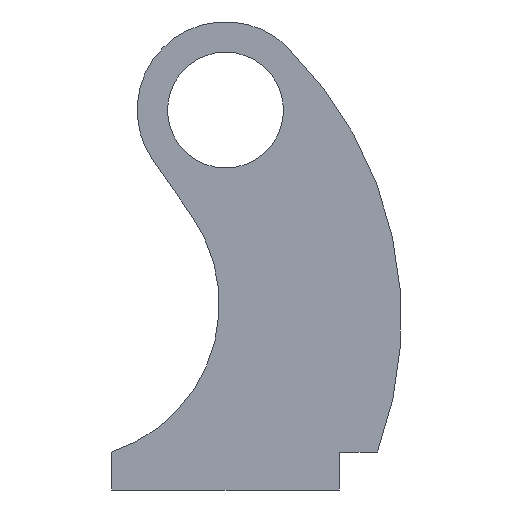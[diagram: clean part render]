
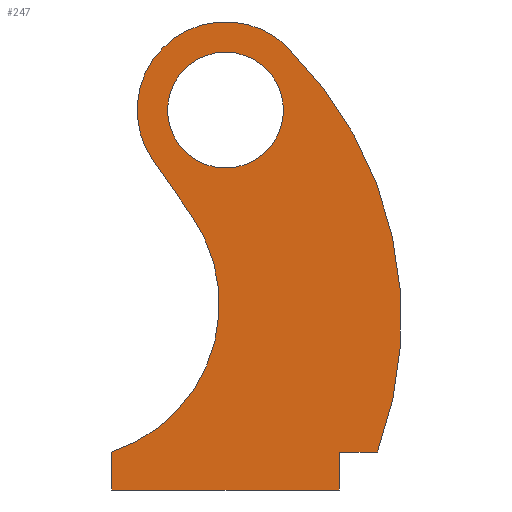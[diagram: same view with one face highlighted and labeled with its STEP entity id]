
A CAD part, left-side view. The second image highlights one B-rep face of the part: STEP entity #247.
In plain terms, the highlighted planar face has unit normal (-1, 0, 0).
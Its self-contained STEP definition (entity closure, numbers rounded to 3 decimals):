
#24 = VERTEX_POINT('',#25);
#25 = CARTESIAN_POINT('',(-10.,19.045,76.664));
#31 = EDGE_CURVE('',#24,#32,#34,.T.);
#32 = VERTEX_POINT('',#33);
#33 = CARTESIAN_POINT('',(-10.,-16.311,106.568));
#34 = CIRCLE('',#35,23.25);
#35 = AXIS2_PLACEMENT_3D('',#36,#37,#38);
#36 = CARTESIAN_POINT('',(-10.,0.,90.));
#37 = DIRECTION('',(1.,0.,0.));
#38 = DIRECTION('',(0.,1.,0.));
#64 = EDGE_CURVE('',#24,#65,#67,.T.);
#65 = VERTEX_POINT('',#66);
#66 = CARTESIAN_POINT('',(-10.,9.022,62.349));
#67 = LINE('',#68,#69);
#68 = CARTESIAN_POINT('',(-10.,19.045,76.664));
#69 = VECTOR('',#70,1.);
#70 = DIRECTION('',(0.,-0.574,-0.819)
  );
#95 = EDGE_CURVE('',#32,#96,#98,.T.);
#96 = VERTEX_POINT('',#97);
#97 = CARTESIAN_POINT('',(-10.,-40.,0.));
#98 = CIRCLE('',#99,100.449);
#99 = AXIS2_PLACEMENT_3D('',#100,#101,#102);
#100 = CARTESIAN_POINT('',(-10.,54.159,34.987));
#101 = DIRECTION('',(1.,0.,0.));
#102 = DIRECTION('',(0.,1.,0.));
#247 = ADVANCED_FACE('',(#248,#292),#303,.F.);
#248 = FACE_BOUND('',#249,.F.);
#249 = EDGE_LOOP('',(#250,#251,#252,#260,#268,#276,#284,#291));
#250 = ORIENTED_EDGE('',*,*,#31,.T.);
#251 = ORIENTED_EDGE('',*,*,#95,.T.);
#252 = ORIENTED_EDGE('',*,*,#253,.F.);
#253 = EDGE_CURVE('',#254,#96,#256,.T.);
#254 = VERTEX_POINT('',#255);
#255 = CARTESIAN_POINT('',(-10.,-30.,0.));
#256 = LINE('',#257,#258);
#257 = CARTESIAN_POINT('',(-10.,-30.,0.));
#258 = VECTOR('',#259,1.);
#259 = DIRECTION('',(0.,-1.,0.));
#260 = ORIENTED_EDGE('',*,*,#261,.F.);
#261 = EDGE_CURVE('',#262,#254,#264,.T.);
#262 = VERTEX_POINT('',#263);
#263 = CARTESIAN_POINT('',(-10.,-30.,-10.));
#264 = LINE('',#265,#266);
#265 = CARTESIAN_POINT('',(-10.,-30.,-10.));
#266 = VECTOR('',#267,1.);
#267 = DIRECTION('',(0.,0.,1.));
#268 = ORIENTED_EDGE('',*,*,#269,.T.);
#269 = EDGE_CURVE('',#262,#270,#272,.T.);
#270 = VERTEX_POINT('',#271);
#271 = CARTESIAN_POINT('',(-10.,30.,-10.));
#272 = LINE('',#273,#274);
#273 = CARTESIAN_POINT('',(-10.,-30.,-10.));
#274 = VECTOR('',#275,1.);
#275 = DIRECTION('',(0.,1.,0.));
#276 = ORIENTED_EDGE('',*,*,#277,.T.);
#277 = EDGE_CURVE('',#270,#278,#280,.T.);
#278 = VERTEX_POINT('',#279);
#279 = CARTESIAN_POINT('',(-10.,30.,0.));
#280 = LINE('',#281,#282);
#281 = CARTESIAN_POINT('',(-10.,30.,-10.));
#282 = VECTOR('',#283,1.);
#283 = DIRECTION('',(0.,0.,1.));
#284 = ORIENTED_EDGE('',*,*,#285,.F.);
#285 = EDGE_CURVE('',#65,#278,#286,.T.);
#286 = CIRCLE('',#287,40.867);
#287 = AXIS2_PLACEMENT_3D('',#288,#289,#290);
#288 = CARTESIAN_POINT('',(-10.,42.498,38.909));
#289 = DIRECTION('',(1.,0.,0.));
#290 = DIRECTION('',(0.,1.,0.));
#291 = ORIENTED_EDGE('',*,*,#64,.F.);
#292 = FACE_BOUND('',#293,.F.);
#293 = EDGE_LOOP('',(#294));
#294 = ORIENTED_EDGE('',*,*,#295,.F.);
#295 = EDGE_CURVE('',#296,#296,#298,.T.);
#296 = VERTEX_POINT('',#297);
#297 = CARTESIAN_POINT('',(-10.,15.25,90.));
#298 = CIRCLE('',#299,15.25);
#299 = AXIS2_PLACEMENT_3D('',#300,#301,#302);
#300 = CARTESIAN_POINT('',(-10.,0.,90.));
#301 = DIRECTION('',(1.,0.,0.));
#302 = DIRECTION('',(0.,1.,0.));
#303 = PLANE('',#304);
#304 = AXIS2_PLACEMENT_3D('',#305,#306,#307);
#305 = CARTESIAN_POINT('',(-10.,-8.301,43.04));
#306 = DIRECTION('',(1.,0.,0.));
#307 = DIRECTION('',(0.,0.,1.));
